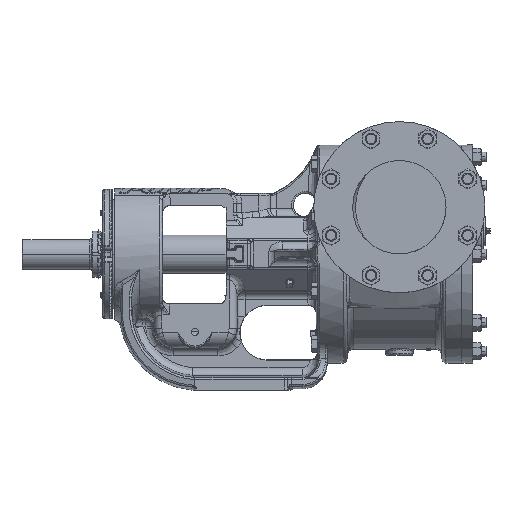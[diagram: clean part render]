
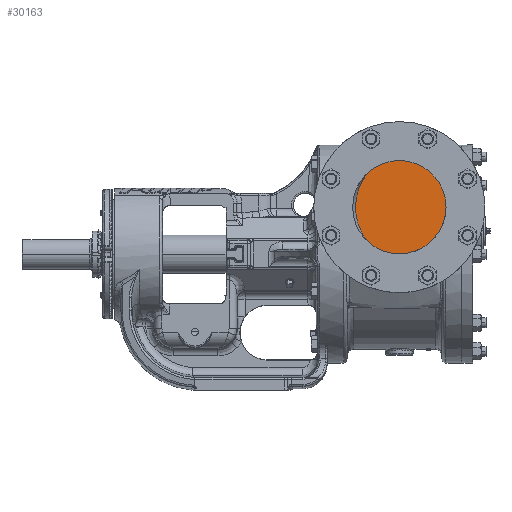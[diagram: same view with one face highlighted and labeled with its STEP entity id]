
A CAD part, top view. The second image highlights one B-rep face of the part: STEP entity #30163.
In plain terms, the highlighted planar face has unit normal (0, 0, 1).
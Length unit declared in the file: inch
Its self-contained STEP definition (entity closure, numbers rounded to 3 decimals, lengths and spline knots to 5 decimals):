
#2527 = CARTESIAN_POINT ( 'NONE',  ( 4.64, 3., 8.25 ) ) ;
#4697 = CARTESIAN_POINT ( 'NONE',  ( 2.61513, 5.20695, 8.25 ) ) ;
#5765 = CARTESIAN_POINT ( 'NONE',  ( 1.85713, 2.38218, 8.25 ) ) ;
#5893 = CIRCLE ( 'NONE', #149639, 3. ) ;
#19172 = CARTESIAN_POINT ( 'NONE',  ( 2.83186, 0.59857, 8.25 ) ) ;
#22446 = B_SPLINE_CURVE_WITH_KNOTS ( 'NONE', 3,
 ( #216844, #243470, #170875, #24743, #195498, #49292 ),
 .UNSPECIFIED., .F., .F.,
 ( 4, 2, 4 ),
 ( 0., 0.0052, 0.01041 ),
 .UNSPECIFIED. ) ;
#24743 = CARTESIAN_POINT ( 'NONE',  ( 7.63399, 2.52073, 8.25 ) ) ;
#24839 = AXIS2_PLACEMENT_3D ( 'NONE', #2527, #173233, #27108 ) ;
#26134 = CARTESIAN_POINT ( 'NONE',  ( 2.61513, 5.20695, 8.25 ) ) ;
#27108 = DIRECTION ( 'NONE',  ( 0., -1., 0. ) ) ;
#28866 = AXIS2_PLACEMENT_3D ( 'NONE', #73756, #244490, #98198 ) ;
#29756 = CARTESIAN_POINT ( 'NONE',  ( 7.64, 2.65771, 8.25 ) ) ;
#30163 = ADVANCED_FACE ( 'NONE', ( #176412 ), #191304, .T. ) ;
#30351 = CARTESIAN_POINT ( 'NONE',  ( 2.2752, 1.24473, 8.25 ) ) ;
#37806 = ORIENTED_EDGE ( 'NONE', *, *, #206910, .T. ) ;
#42693 = CARTESIAN_POINT ( 'NONE',  ( 2.75398, 0.6502, 8.25 ) ) ;
#45713 = VERTEX_POINT ( 'NONE', #157626 ) ;
#46478 = VERTEX_POINT ( 'NONE', #155822 ) ;
#47942 = VERTEX_POINT ( 'NONE', #92072 ) ;
#49292 = CARTESIAN_POINT ( 'NONE',  ( 7.64, 2.65771, 8.25 ) ) ;
#54948 = CARTESIAN_POINT ( 'NONE',  ( 2.62297, 0.78379, 8.25 ) ) ;
#57543 = CARTESIAN_POINT ( 'NONE',  ( 2.83186, 0.59857, 8.25 ) ) ;
#60064 = CARTESIAN_POINT ( 'NONE',  ( 7.46049, 1.96623, 8.25 ) ) ;
#60915 = B_SPLINE_CURVE_WITH_KNOTS ( 'NONE', 3,
 ( #61501, #207639, #110414, #281050, #134987, #305602, #159587 ),
 .UNSPECIFIED., .F., .F.,
 ( 4, 3, 4 ),
 ( 0., 0.00265, 0.00531 ),
 .UNSPECIFIED. ) ;
#61501 = CARTESIAN_POINT ( 'NONE',  ( 2.83186, 0.59857, 8.25 ) ) ;
#71969 = B_SPLINE_CURVE_WITH_KNOTS ( 'NONE', 3,
 ( #165325, #311434, #42693, #19172 ),
 .UNSPECIFIED., .F., .F.,
 ( 4, 4 ),
 ( 0., 0.00712 ),
 .UNSPECIFIED. ) ;
#73756 = CARTESIAN_POINT ( 'NONE',  ( 4.64, 3., 8.25 ) ) ;
#74103 = CARTESIAN_POINT ( 'NONE',  ( 2.64961, 5.24478, 8.25 ) ) ;
#78095 = CARTESIAN_POINT ( 'NONE',  ( 2.61513, 5.20695, 8.25 ) ) ;
#92072 = CARTESIAN_POINT ( 'NONE',  ( 4.64, 6., 8.25 ) ) ;
#94770 = ORIENTED_EDGE ( 'NONE', *, *, #225079, .T. ) ;
#98070 = CARTESIAN_POINT ( 'NONE',  ( 4.64, 3., 8.25 ) ) ;
#98198 = DIRECTION ( 'NONE',  ( 1., 0., 0. ) ) ;
#101351 = LINE ( 'NONE', #113637, #231320 ) ;
#101906 = B_SPLINE_CURVE_WITH_KNOTS ( 'NONE', 3,
 ( #4697, #296877, #273431, #127382, #297932, #151969, #5765, #176528, #30351, #201112, #54948 ),
 .UNSPECIFIED., .F., .F.,
 ( 4, 1, 1, 1, 1, 1, 1, 1, 4 ),
 ( 0., 0.01436, 0.02973, 0.04509, 0.06045, 0.07582, 0.09118, 0.10654, 0.12122 ),
 .UNSPECIFIED. ) ;
#110024 = CARTESIAN_POINT ( 'NONE',  ( 7.56887, 2.25534, 8.25 ) ) ;
#110414 = CARTESIAN_POINT ( 'NONE',  ( 2.88993, 0.56011, 8.25 ) ) ;
#111127 = ORIENTED_EDGE ( 'NONE', *, *, #203690, .T. ) ;
#113040 = CARTESIAN_POINT ( 'NONE',  ( 7.64, 3., 8.25 ) ) ;
#113637 = CARTESIAN_POINT ( 'NONE',  ( 7.64, 3., 8.25 ) ) ;
#118156 = ORIENTED_EDGE ( 'NONE', *, *, #169905, .T. ) ;
#118812 = EDGE_CURVE ( 'NONE', #46478, #145893, #22446, .T. ) ;
#120570 = CARTESIAN_POINT ( 'NONE',  ( 4.64, 3., 8.25 ) ) ;
#121503 = CARTESIAN_POINT ( 'NONE',  ( 3.00644, 0.48376, 8.25 ) ) ;
#122643 = DIRECTION ( 'NONE',  ( 0., -1., 0. ) ) ;
#122673 = ORIENTED_EDGE ( 'NONE', *, *, #133889, .T. ) ;
#122830 = ORIENTED_EDGE ( 'NONE', *, *, #224145, .T. ) ;
#126338 = ORIENTED_EDGE ( 'NONE', *, *, #231656, .T. ) ;
#127382 = CARTESIAN_POINT ( 'NONE',  ( 2.01832, 4.21287, 8.25 ) ) ;
#133889 = EDGE_CURVE ( 'NONE', #241399, #286083, #71969, .T. ) ;
#134987 = CARTESIAN_POINT ( 'NONE',  ( 2.9481, 0.5218, 8.25 ) ) ;
#143619 = CARTESIAN_POINT ( 'NONE',  ( 4.64, 3., 8.25 ) ) ;
#144162 = CARTESIAN_POINT ( 'NONE',  ( 2.62297, 0.78379, 8.25 ) ) ;
#144516 = CARTESIAN_POINT ( 'NONE',  ( 2.6689, 5.26159, 8.25 ) ) ;
#145104 = DIRECTION ( 'NONE',  ( 0., -1., 0. ) ) ;
#145893 = VERTEX_POINT ( 'NONE', #29756 ) ;
#146982 = VERTEX_POINT ( 'NONE', #121503 ) ;
#149639 = AXIS2_PLACEMENT_3D ( 'NONE', #120570, #291106, #145104 ) ;
#151558 = CARTESIAN_POINT ( 'NONE',  ( 2.6689, 5.26159, 8.25 ) ) ;
#151969 = CARTESIAN_POINT ( 'NONE',  ( 1.8026, 3., 8.25 ) ) ;
#155822 = CARTESIAN_POINT ( 'NONE',  ( 7.56887, 2.25534, 8.25 ) ) ;
#157626 = CARTESIAN_POINT ( 'NONE',  ( 4.64, 0., 8.25 ) ) ;
#159587 = CARTESIAN_POINT ( 'NONE',  ( 3.00644, 0.48376, 8.25 ) ) ;
#165325 = CARTESIAN_POINT ( 'NONE',  ( 2.62297, 0.78379, 8.25 ) ) ;
#168222 = DIRECTION ( 'NONE',  ( 0., -1., 0. ) ) ;
#169905 = EDGE_CURVE ( 'NONE', #47942, #305483, #177343, .T. ) ;
#170875 = CARTESIAN_POINT ( 'NONE',  ( 7.61014, 2.38571, 8.25 ) ) ;
#171374 = ORIENTED_EDGE ( 'NONE', *, *, #220365, .T. ) ;
#172263 = CARTESIAN_POINT ( 'NONE',  ( 2.63163, 5.2265, 8.25 ) ) ;
#173233 = DIRECTION ( 'NONE',  ( 0., 0., 1. ) ) ;
#176412 = FACE_OUTER_BOUND ( 'NONE', #196953, .T. ) ;
#176528 = CARTESIAN_POINT ( 'NONE',  ( 2.01832, 1.78713, 8.25 ) ) ;
#177343 = CIRCLE ( 'NONE', #24839, 3. ) ;
#183850 = ORIENTED_EDGE ( 'NONE', *, *, #245523, .T. ) ;
#189236 = B_SPLINE_CURVE_WITH_KNOTS ( 'NONE', 3,
 ( #207244, #60064, #256182, #110024 ),
 .UNSPECIFIED., .F., .F.,
 ( 4, 4 ),
 ( 0., 0.01176 ),
 .UNSPECIFIED. ) ;
#191304 = PLANE ( 'NONE',  #28866 ) ;
#195498 = CARTESIAN_POINT ( 'NONE',  ( 7.64, 2.58915, 8.25 ) ) ;
#196613 = EDGE_CURVE ( 'NONE', #292298, #46478, #189236, .T. ) ;
#196953 = EDGE_LOOP ( 'NONE', ( #122830, #183850, #94770, #261906, #301580, #111127, #126338, #118156, #37806, #171374, #122673 ) ) ;
#201112 = CARTESIAN_POINT ( 'NONE',  ( 2.50131, 0.92687, 8.25 ) ) ;
#202258 = CIRCLE ( 'NONE', #245605, 3. ) ;
#203690 = EDGE_CURVE ( 'NONE', #145893, #259947, #101351, .T. ) ;
#206910 = EDGE_CURVE ( 'NONE', #305483, #311702, #316744, .T. ) ;
#207244 = CARTESIAN_POINT ( 'NONE',  ( 7.39999, 1.82422, 8.25 ) ) ;
#207639 = CARTESIAN_POINT ( 'NONE',  ( 2.86089, 0.57933, 8.25 ) ) ;
#216844 = CARTESIAN_POINT ( 'NONE',  ( 7.56887, 2.25534, 8.25 ) ) ;
#220365 = EDGE_CURVE ( 'NONE', #311702, #241399, #101906, .T. ) ;
#224145 = EDGE_CURVE ( 'NONE', #286083, #146982, #60915, .T. ) ;
#225079 = EDGE_CURVE ( 'NONE', #45713, #292298, #5893, .T. ) ;
#231320 = VECTOR ( 'NONE', #306754, 39.37008 ) ;
#231656 = EDGE_CURVE ( 'NONE', #259947, #47942, #202258, .T. ) ;
#241399 = VERTEX_POINT ( 'NONE', #144162 ) ;
#243470 = CARTESIAN_POINT ( 'NONE',  ( 7.59246, 2.31972, 8.25 ) ) ;
#244490 = DIRECTION ( 'NONE',  ( 0., 0., 1. ) ) ;
#245523 = EDGE_CURVE ( 'NONE', #146982, #45713, #291062, .T. ) ;
#245605 = AXIS2_PLACEMENT_3D ( 'NONE', #98070, #268706, #122643 ) ;
#256182 = CARTESIAN_POINT ( 'NONE',  ( 7.51576, 2.1104, 8.25 ) ) ;
#259947 = VERTEX_POINT ( 'NONE', #113040 ) ;
#261906 = ORIENTED_EDGE ( 'NONE', *, *, #196613, .T. ) ;
#268706 = DIRECTION ( 'NONE',  ( 0., 0., 1. ) ) ;
#273431 = CARTESIAN_POINT ( 'NONE',  ( 2.27341, 4.75149, 8.25 ) ) ;
#281050 = CARTESIAN_POINT ( 'NONE',  ( 2.91901, 0.54095, 8.25 ) ) ;
#286083 = VERTEX_POINT ( 'NONE', #57543 ) ;
#291062 = CIRCLE ( 'NONE', #305740, 3. ) ;
#291106 = DIRECTION ( 'NONE',  ( 0., 0., 1. ) ) ;
#292298 = VERTEX_POINT ( 'NONE', #306071 ) ;
#296877 = CARTESIAN_POINT ( 'NONE',  ( 2.49656, 5.06644, 8.25 ) ) ;
#297932 = CARTESIAN_POINT ( 'NONE',  ( 1.85713, 3.61782, 8.25 ) ) ;
#301580 = ORIENTED_EDGE ( 'NONE', *, *, #118812, .T. ) ;
#305483 = VERTEX_POINT ( 'NONE', #151558 ) ;
#305602 = CARTESIAN_POINT ( 'NONE',  ( 2.97723, 0.50272, 8.25 ) ) ;
#305740 = AXIS2_PLACEMENT_3D ( 'NONE', #143619, #314298, #168222 ) ;
#306071 = CARTESIAN_POINT ( 'NONE',  ( 7.39999, 1.82422, 8.25 ) ) ;
#306754 = DIRECTION ( 'NONE',  ( 0., 1., 0. ) ) ;
#311434 = CARTESIAN_POINT ( 'NONE',  ( 2.6835, 0.71261, 8.25 ) ) ;
#311702 = VERTEX_POINT ( 'NONE', #78095 ) ;
#314298 = DIRECTION ( 'NONE',  ( 0., 0., 1. ) ) ;
#316744 = B_SPLINE_CURVE_WITH_KNOTS ( 'NONE', 3,
 ( #144516, #74103, #172263, #26134 ),
 .UNSPECIFIED., .F., .F.,
 ( 4, 4 ),
 ( 0., 0.00195 ),
 .UNSPECIFIED. ) ;
